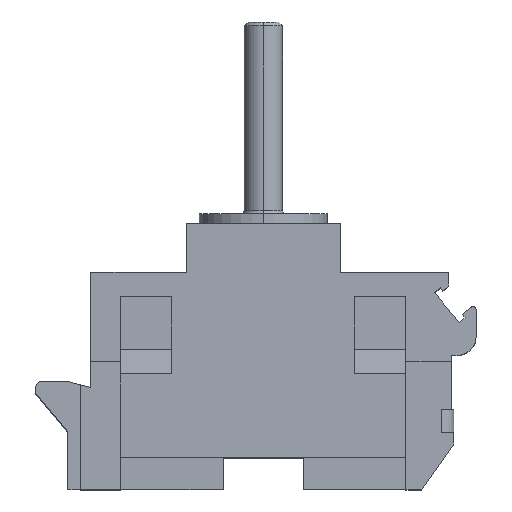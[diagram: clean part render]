
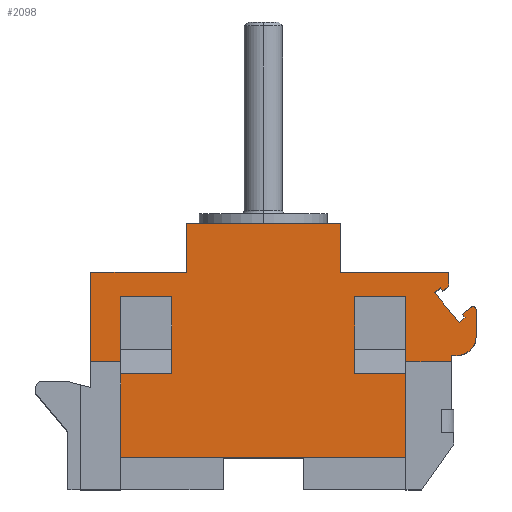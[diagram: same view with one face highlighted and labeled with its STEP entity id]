
A CAD part, top view. The second image highlights one B-rep face of the part: STEP entity #2098.
In plain terms, the highlighted planar face has unit normal (0, 0, 1).
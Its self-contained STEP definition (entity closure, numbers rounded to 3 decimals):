
#255=DIRECTION('',(0.,-1.,0.));
#256=VECTOR('',#255,6.595);
#257=CARTESIAN_POINT('',(-11.15,9.095,12.));
#258=LINE('',#257,#256);
#421=DIRECTION('',(0.,-1.,0.));
#422=VECTOR('',#421,7.);
#423=CARTESIAN_POINT('',(-13.5,17.,12.));
#424=LINE('',#423,#422);
#433=DIRECTION('',(0.,1.,0.));
#434=VECTOR('',#433,6.005);
#435=CARTESIAN_POINT('',(-7.15,9.095,12.));
#436=LINE('',#435,#434);
#437=DIRECTION('',(1.,0.,0.));
#438=VECTOR('',#437,4.);
#439=CARTESIAN_POINT('',(-11.15,15.1,12.));
#440=LINE('',#439,#438);
#441=DIRECTION('',(0.,1.,0.));
#442=VECTOR('',#441,5.1);
#443=CARTESIAN_POINT('',(-11.15,10.,12.));
#444=LINE('',#443,#442);
#445=DIRECTION('',(1.,0.,0.));
#446=VECTOR('',#445,2.35);
#447=CARTESIAN_POINT('',(-13.5,10.,12.));
#448=LINE('',#447,#446);
#449=DIRECTION('',(1.,0.,0.));
#450=VECTOR('',#449,7.5);
#451=CARTESIAN_POINT('',(-13.5,17.,12.));
#452=LINE('',#451,#450);
#453=DIRECTION('',(1.,0.,0.));
#454=VECTOR('',#453,8.5);
#455=CARTESIAN_POINT('',(6.,17.,12.));
#456=LINE('',#455,#454);
#457=DIRECTION('',(1.,0.,0.));
#458=VECTOR('',#457,3.55);
#459=CARTESIAN_POINT('',(11.15,10.,12.));
#460=LINE('',#459,#458);
#461=DIRECTION('',(0.,1.,0.));
#462=VECTOR('',#461,5.1);
#463=CARTESIAN_POINT('',(11.15,10.,12.));
#464=LINE('',#463,#462);
#465=DIRECTION('',(-1.,0.,0.));
#466=VECTOR('',#465,4.);
#467=CARTESIAN_POINT('',(11.15,15.1,12.));
#468=LINE('',#467,#466);
#469=DIRECTION('',(0.,1.,0.));
#470=VECTOR('',#469,6.005);
#471=CARTESIAN_POINT('',(7.15,9.095,12.));
#472=LINE('',#471,#470);
#473=DIRECTION('',(-1.,0.,0.));
#474=VECTOR('',#473,4.);
#475=CARTESIAN_POINT('',(11.15,9.095,12.));
#476=LINE('',#475,#474);
#477=DIRECTION('',(0.,-1.,0.));
#478=VECTOR('',#477,6.595);
#479=CARTESIAN_POINT('',(11.15,9.095,12.));
#480=LINE('',#479,#478);
#481=DIRECTION('',(1.,0.,0.));
#482=VECTOR('',#481,4.);
#483=CARTESIAN_POINT('',(-11.15,9.095,12.));
#484=LINE('',#483,#482);
#541=DIRECTION('',(0.,-1.,0.));
#542=VECTOR('',#541,3.8);
#543=CARTESIAN_POINT('',(-6.,20.8,12.));
#544=LINE('',#543,#542);
#549=DIRECTION('',(-1.,0.,0.));
#550=VECTOR('',#549,12.);
#551=CARTESIAN_POINT('',(6.,20.8,12.));
#552=LINE('',#551,#550);
#567=DIRECTION('',(0.,1.,0.));
#568=VECTOR('',#567,3.8);
#569=CARTESIAN_POINT('',(6.,17.,12.));
#570=LINE('',#569,#568);
#611=DIRECTION('',(0.,1.,0.));
#612=VECTOR('',#611,1.069);
#613=CARTESIAN_POINT('',(14.5,15.931,12.));
#614=LINE('',#613,#612);
#619=DIRECTION('',(0.766,0.643,0.));
#620=VECTOR('',#619,0.584);
#621=CARTESIAN_POINT('',(14.052,15.556,12.));
#622=LINE('',#621,#620);
#627=DIRECTION('',(0.643,-0.766,0.));
#628=VECTOR('',#627,0.3);
#629=CARTESIAN_POINT('',(13.86,15.786,12.));
#630=LINE('',#629,#628);
#635=DIRECTION('',(0.766,0.643,0.));
#636=VECTOR('',#635,0.6);
#637=CARTESIAN_POINT('',(13.4,15.4,12.));
#638=LINE('',#637,#636);
#643=DIRECTION('',(-0.643,0.766,0.));
#644=VECTOR('',#643,3.);
#645=CARTESIAN_POINT('',(15.328,13.102,12.));
#646=LINE('',#645,#644);
#651=DIRECTION('',(-0.766,-0.643,0.));
#652=VECTOR('',#651,0.6);
#653=CARTESIAN_POINT('',(15.788,13.488,12.));
#654=LINE('',#653,#652);
#659=DIRECTION('',(0.643,-0.766,0.));
#660=VECTOR('',#659,0.3);
#661=CARTESIAN_POINT('',(15.595,13.717,12.));
#662=LINE('',#661,#660);
#667=DIRECTION('',(-0.766,-0.643,0.));
#668=VECTOR('',#667,0.841);
#669=CARTESIAN_POINT('',(16.239,14.258,12.));
#670=LINE('',#669,#668);
#675=CARTESIAN_POINT('',(16.4,14.066,12.));
#676=DIRECTION('',(0.,0.,1.));
#677=DIRECTION('',(1.,-0.001,0.));
#678=AXIS2_PLACEMENT_3D('',#675,#676,#677);
#684=DIRECTION('',(0.,1.,0.));
#685=VECTOR('',#684,2.066);
#686=CARTESIAN_POINT('',(16.65,12.,12.));
#687=LINE('',#686,#685);
#692=CARTESIAN_POINT('',(15.15,12.,12.));
#693=DIRECTION('',(0.,0.,1.));
#694=DIRECTION('',(0.,-1.,0.));
#695=AXIS2_PLACEMENT_3D('',#692,#693,#694);
#701=DIRECTION('',(1.,0.,0.));
#702=VECTOR('',#701,0.45);
#703=CARTESIAN_POINT('',(14.7,10.5,12.));
#704=LINE('',#703,#702);
#721=DIRECTION('',(0.,-1.,0.));
#722=VECTOR('',#721,0.5);
#723=CARTESIAN_POINT('',(14.7,10.5,12.));
#724=LINE('',#723,#722);
#918=DIRECTION('',(1.,0.,0.));
#919=VECTOR('',#918,22.3);
#920=CARTESIAN_POINT('',(-11.15,2.5,12.));
#921=LINE('',#920,#919);
#1238=CARTESIAN_POINT('',(6.,17.,12.));
#1239=CARTESIAN_POINT('',(6.,20.8,12.));
#1240=VERTEX_POINT('',#1238);
#1241=VERTEX_POINT('',#1239);
#1242=CARTESIAN_POINT('',(-6.,20.8,12.));
#1243=VERTEX_POINT('',#1242);
#1244=CARTESIAN_POINT('',(-6.,17.,12.));
#1245=VERTEX_POINT('',#1244);
#1258=CARTESIAN_POINT('',(14.7,10.5,12.));
#1259=CARTESIAN_POINT('',(14.7,10.,12.));
#1260=VERTEX_POINT('',#1258);
#1261=VERTEX_POINT('',#1259);
#1262=CARTESIAN_POINT('',(15.15,10.5,12.));
#1263=VERTEX_POINT('',#1262);
#1264=CARTESIAN_POINT('',(16.65,12.,12.));
#1265=VERTEX_POINT('',#1264);
#1266=CARTESIAN_POINT('',(16.65,14.066,12.));
#1267=VERTEX_POINT('',#1266);
#1268=CARTESIAN_POINT('',(16.239,14.258,12.));
#1269=VERTEX_POINT('',#1268);
#1270=CARTESIAN_POINT('',(15.595,13.717,12.));
#1271=VERTEX_POINT('',#1270);
#1272=CARTESIAN_POINT('',(15.788,13.488,12.));
#1273=VERTEX_POINT('',#1272);
#1274=CARTESIAN_POINT('',(15.328,13.102,12.));
#1275=VERTEX_POINT('',#1274);
#1276=CARTESIAN_POINT('',(13.4,15.4,12.));
#1277=VERTEX_POINT('',#1276);
#1278=CARTESIAN_POINT('',(13.86,15.786,12.));
#1279=VERTEX_POINT('',#1278);
#1280=CARTESIAN_POINT('',(14.052,15.556,12.));
#1281=VERTEX_POINT('',#1280);
#1282=CARTESIAN_POINT('',(14.5,15.931,12.));
#1283=VERTEX_POINT('',#1282);
#1284=CARTESIAN_POINT('',(14.5,17.,12.));
#1285=VERTEX_POINT('',#1284);
#1286=CARTESIAN_POINT('',(-13.5,17.,12.));
#1287=CARTESIAN_POINT('',(-13.5,10.,12.));
#1288=VERTEX_POINT('',#1286);
#1289=VERTEX_POINT('',#1287);
#1328=CARTESIAN_POINT('',(-11.15,2.5,12.));
#1329=CARTESIAN_POINT('',(11.15,2.5,12.));
#1330=VERTEX_POINT('',#1328);
#1331=VERTEX_POINT('',#1329);
#1420=CARTESIAN_POINT('',(11.15,10.,12.));
#1421=CARTESIAN_POINT('',(11.15,15.1,12.));
#1422=VERTEX_POINT('',#1420);
#1423=VERTEX_POINT('',#1421);
#1424=CARTESIAN_POINT('',(7.15,9.095,12.));
#1425=CARTESIAN_POINT('',(7.15,15.1,12.));
#1426=VERTEX_POINT('',#1424);
#1427=VERTEX_POINT('',#1425);
#1428=CARTESIAN_POINT('',(11.15,9.095,12.));
#1429=VERTEX_POINT('',#1428);
#1486=CARTESIAN_POINT('',(-7.15,9.095,12.));
#1487=CARTESIAN_POINT('',(-7.15,15.1,12.));
#1488=VERTEX_POINT('',#1486);
#1489=VERTEX_POINT('',#1487);
#1490=CARTESIAN_POINT('',(-11.15,10.,12.));
#1491=CARTESIAN_POINT('',(-11.15,15.1,12.));
#1492=VERTEX_POINT('',#1490);
#1493=VERTEX_POINT('',#1491);
#1494=CARTESIAN_POINT('',(-11.15,9.095,12.));
#1495=VERTEX_POINT('',#1494);
#2031=CARTESIAN_POINT('',(11.15,20.8,12.));
#2032=DIRECTION('',(0.,0.,-1.));
#2033=DIRECTION('',(-1.,0.,0.));
#2034=AXIS2_PLACEMENT_3D('',#2031,#2032,#2033);
#2035=PLANE('',#2034);
#2037=ORIENTED_EDGE('',*,*,#2036,.T.);
#2039=ORIENTED_EDGE('',*,*,#2038,.F.);
#2040=ORIENTED_EDGE('',*,*,#1772,.F.);
#2041=ORIENTED_EDGE('',*,*,#1812,.F.);
#2042=ORIENTED_EDGE('',*,*,#2020,.F.);
#2044=ORIENTED_EDGE('',*,*,#2043,.T.);
#2046=ORIENTED_EDGE('',*,*,#2045,.F.);
#2048=ORIENTED_EDGE('',*,*,#2047,.F.);
#2050=ORIENTED_EDGE('',*,*,#2049,.F.);
#2052=ORIENTED_EDGE('',*,*,#2051,.T.);
#2054=ORIENTED_EDGE('',*,*,#2053,.F.);
#2056=ORIENTED_EDGE('',*,*,#2055,.F.);
#2058=ORIENTED_EDGE('',*,*,#2057,.F.);
#2060=ORIENTED_EDGE('',*,*,#2059,.F.);
#2062=ORIENTED_EDGE('',*,*,#2061,.F.);
#2064=ORIENTED_EDGE('',*,*,#2063,.F.);
#2066=ORIENTED_EDGE('',*,*,#2065,.F.);
#2068=ORIENTED_EDGE('',*,*,#2067,.F.);
#2070=ORIENTED_EDGE('',*,*,#2069,.F.);
#2072=ORIENTED_EDGE('',*,*,#2071,.F.);
#2074=ORIENTED_EDGE('',*,*,#2073,.F.);
#2076=ORIENTED_EDGE('',*,*,#2075,.F.);
#2078=ORIENTED_EDGE('',*,*,#2077,.T.);
#2080=ORIENTED_EDGE('',*,*,#2079,.F.);
#2082=ORIENTED_EDGE('',*,*,#2081,.T.);
#2084=ORIENTED_EDGE('',*,*,#2083,.T.);
#2086=ORIENTED_EDGE('',*,*,#2085,.F.);
#2088=ORIENTED_EDGE('',*,*,#2087,.F.);
#2090=ORIENTED_EDGE('',*,*,#2089,.T.);
#2092=ORIENTED_EDGE('',*,*,#2091,.F.);
#2093=ORIENTED_EDGE('',*,*,#1786,.F.);
#2095=ORIENTED_EDGE('',*,*,#2094,.T.);
#2096=EDGE_LOOP('',(#2037,#2039,#2040,#2041,#2042,#2044,#2046,#2048,#2050,#2052,
#2054,#2056,#2058,#2060,#2062,#2064,#2066,#2068,#2070,#2072,#2074,#2076,#2078,
#2080,#2082,#2084,#2086,#2088,#2090,#2092,#2093,#2095));
#2097=FACE_OUTER_BOUND('',#2096,.F.);
#2098=ADVANCED_FACE('',(#2097),#2035,.F.);
#679=CIRCLE('',#678,0.25);
#696=CIRCLE('',#695,1.5);
#1772=EDGE_CURVE('',#1492,#1493,#444,.T.);
#1786=EDGE_CURVE('',#1495,#1330,#258,.T.);
#1812=EDGE_CURVE('',#1289,#1492,#448,.T.);
#2020=EDGE_CURVE('',#1288,#1289,#424,.T.);
#2036=EDGE_CURVE('',#1488,#1489,#436,.T.);
#2038=EDGE_CURVE('',#1493,#1489,#440,.T.);
#2043=EDGE_CURVE('',#1288,#1245,#452,.T.);
#2045=EDGE_CURVE('',#1243,#1245,#544,.T.);
#2047=EDGE_CURVE('',#1241,#1243,#552,.T.);
#2049=EDGE_CURVE('',#1240,#1241,#570,.T.);
#2051=EDGE_CURVE('',#1240,#1285,#456,.T.);
#2053=EDGE_CURVE('',#1283,#1285,#614,.T.);
#2055=EDGE_CURVE('',#1281,#1283,#622,.T.);
#2057=EDGE_CURVE('',#1279,#1281,#630,.T.);
#2059=EDGE_CURVE('',#1277,#1279,#638,.T.);
#2061=EDGE_CURVE('',#1275,#1277,#646,.T.);
#2063=EDGE_CURVE('',#1273,#1275,#654,.T.);
#2065=EDGE_CURVE('',#1271,#1273,#662,.T.);
#2067=EDGE_CURVE('',#1269,#1271,#670,.T.);
#2069=EDGE_CURVE('',#1267,#1269,#679,.T.);
#2071=EDGE_CURVE('',#1265,#1267,#687,.T.);
#2073=EDGE_CURVE('',#1263,#1265,#696,.T.);
#2075=EDGE_CURVE('',#1260,#1263,#704,.T.);
#2077=EDGE_CURVE('',#1260,#1261,#724,.T.);
#2079=EDGE_CURVE('',#1422,#1261,#460,.T.);
#2081=EDGE_CURVE('',#1422,#1423,#464,.T.);
#2083=EDGE_CURVE('',#1423,#1427,#468,.T.);
#2085=EDGE_CURVE('',#1426,#1427,#472,.T.);
#2087=EDGE_CURVE('',#1429,#1426,#476,.T.);
#2089=EDGE_CURVE('',#1429,#1331,#480,.T.);
#2091=EDGE_CURVE('',#1330,#1331,#921,.T.);
#2094=EDGE_CURVE('',#1495,#1488,#484,.T.);
